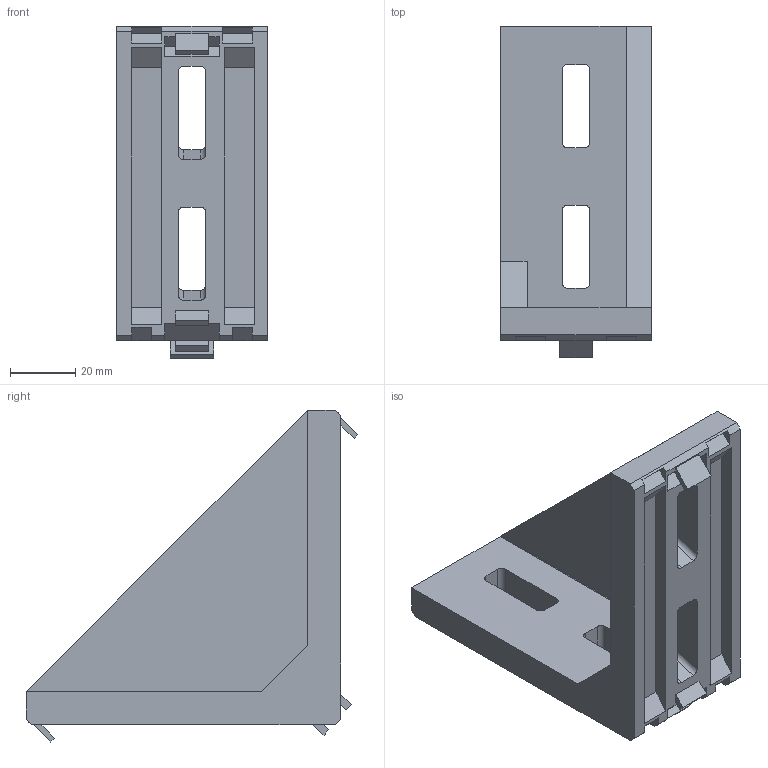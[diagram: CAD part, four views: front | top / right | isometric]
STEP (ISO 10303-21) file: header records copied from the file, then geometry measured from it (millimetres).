
FILE_DESCRIPTION (( 'STEP AP214' ), '1' );
FILE_NAME ('SNSS.30.70.08 Óãëîâîé àëþìèíèåâûé ñîåäèíèòåëü 50x100, ïàç 10(T07).STEP', '2017-12-15T11:59:29', ( '' ), ( '' ), 'SwSTEP 2.0', 'SolidWorks 2017', '' );
FILE_SCHEMA (( 'AUTOMOTIVE_DESIGN' ));
Length unit declared in the file: millimetre
Products named in the file (1): SNSS.30.70.08 Óãëîâîé àëþìèíèåâûé ñîåäèíèòåëü 50x100, ïàç 10(T07)
Bounding box: 46.2 x 101.95 x 101.95 mm (x, y, z)
Volume: 90689.5 mm3; surface area: 33442 mm2
Topology: 1 solids, 1 shells, 127 faces, 347 edges, 229 vertices
Faces by surface type: plane 107, cylinder 19, sphere 1
Entity records: 3990 total; most frequent: CARTESIAN_POINT 757, ORIENTED_EDGE 692, DIRECTION 604, EDGE_CURVE 346, LINE 308, VECTOR 308, VERTEX_POINT 229, AXIS2_PLACEMENT_3D 148
